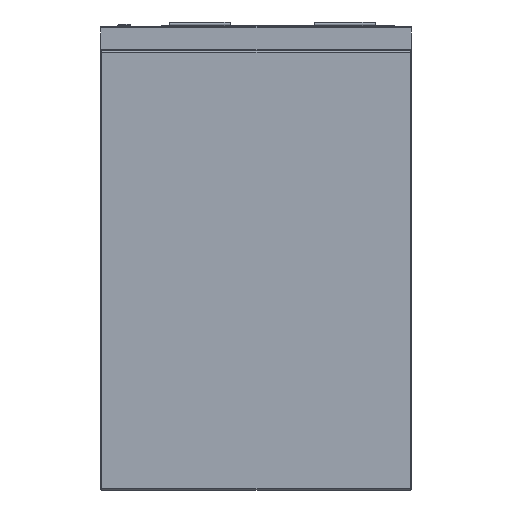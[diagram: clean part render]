
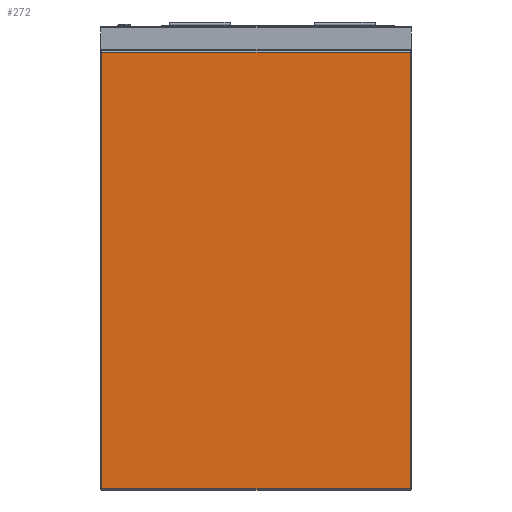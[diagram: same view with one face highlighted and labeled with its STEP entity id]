
A CAD part, left-side view. The second image highlights one B-rep face of the part: STEP entity #272.
In plain terms, the highlighted planar face has unit normal (-1, 0, 0).
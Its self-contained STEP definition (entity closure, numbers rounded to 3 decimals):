
#272 = ADVANCED_FACE ( 'Fl�che7', ( #3288 ), #15643, .T. ) ;
#1638 = EDGE_CURVE ( 'NONE', #15225, #7241, #14888, .T. ) ;
#2417 = CARTESIAN_POINT ( 'NONE',  ( -1030., -255., -758. ) ) ;
#3091 = LINE ( 'NONE', #16988, #19664 ) ;
#3288 = FACE_OUTER_BOUND ( 'NONE', #14091, .T. ) ;
#3759 = VERTEX_POINT ( 'NONE', #18978 ) ;
#3964 = DIRECTION ( 'NONE',  ( 0., 1., 0. ) ) ;
#4653 = ORIENTED_EDGE ( 'NONE', *, *, #19760, .T. ) ;
#5097 = VECTOR ( 'NONE', #5860, 1000. ) ;
#5860 = DIRECTION ( 'NONE',  ( 0., 0., -1. ) ) ;
#6067 = DIRECTION ( 'NONE',  ( 0., 0., 1. ) ) ;
#6949 = DIRECTION ( 'NONE',  ( -1., 0., 0. ) ) ;
#7183 = ORIENTED_EDGE ( 'NONE', *, *, #16772, .T. ) ;
#7241 = VERTEX_POINT ( 'NONE', #14170 ) ;
#8603 = LINE ( 'NONE', #19822, #13611 ) ;
#10066 = DIRECTION ( 'NONE',  ( 0., -1., 0. ) ) ;
#10737 = CARTESIAN_POINT ( 'NONE',  ( -1030., 253., -42. ) ) ;
#10745 = ORIENTED_EDGE ( 'NONE', *, *, #14699, .T. ) ;
#11597 = CARTESIAN_POINT ( 'NONE',  ( -1030., -255., -760. ) ) ;
#12613 = VECTOR ( 'NONE', #10066, 1000. ) ;
#12771 = DIRECTION ( 'NONE',  ( 0., 0., 1. ) ) ;
#13526 = AXIS2_PLACEMENT_3D ( 'NONE', #11597, #6949, #12771 ) ;
#13611 = VECTOR ( 'NONE', #3964, 1000. ) ;
#13683 = LINE ( 'NONE', #19971, #5097 ) ;
#14091 = EDGE_LOOP ( 'NONE', ( #4653, #10745, #7183, #19616 ) ) ;
#14170 = CARTESIAN_POINT ( 'NONE',  ( -1030., -253., -758. ) ) ;
#14699 = EDGE_CURVE ( 'NONE', #3759, #17967, #8603, .T. ) ;
#14888 = LINE ( 'NONE', #2417, #12613 ) ;
#15225 = VERTEX_POINT ( 'NONE', #16395 ) ;
#15643 = PLANE ( 'NONE',  #13526 ) ;
#16395 = CARTESIAN_POINT ( 'NONE',  ( -1030., 253., -758. ) ) ;
#16772 = EDGE_CURVE ( 'NONE', #17967, #15225, #13683, .T. ) ;
#16988 = CARTESIAN_POINT ( 'NONE',  ( -1030., -253., -760. ) ) ;
#17967 = VERTEX_POINT ( 'NONE', #10737 ) ;
#18978 = CARTESIAN_POINT ( 'NONE',  ( -1030., -253., -42. ) ) ;
#19616 = ORIENTED_EDGE ( 'NONE', *, *, #1638, .T. ) ;
#19664 = VECTOR ( 'NONE', #6067, 1000. ) ;
#19760 = EDGE_CURVE ( 'NONE', #7241, #3759, #3091, .T. ) ;
#19822 = CARTESIAN_POINT ( 'NONE',  ( -1030., 255., -42. ) ) ;
#19971 = CARTESIAN_POINT ( 'NONE',  ( -1030., 253., -760. ) ) ;
